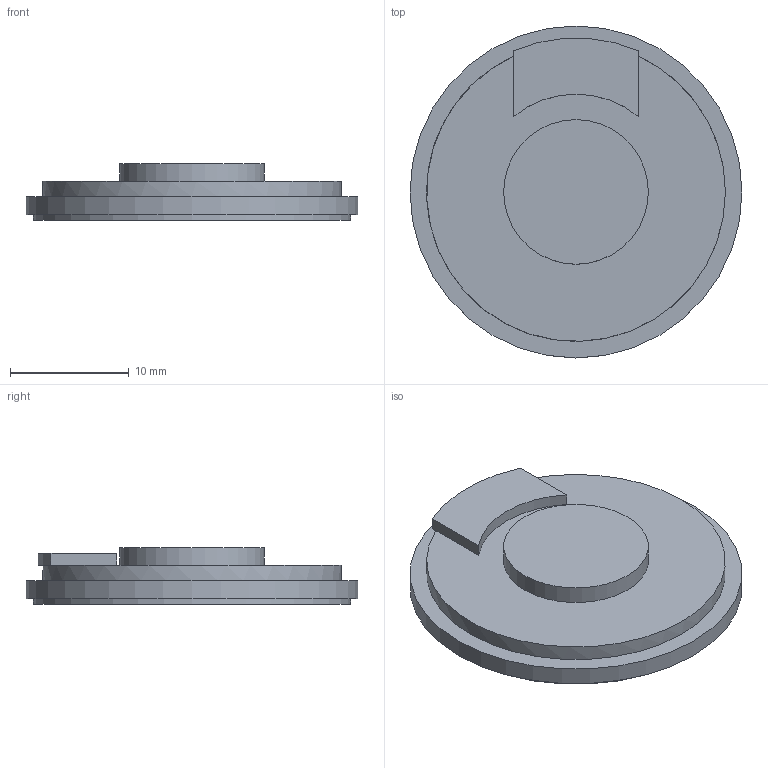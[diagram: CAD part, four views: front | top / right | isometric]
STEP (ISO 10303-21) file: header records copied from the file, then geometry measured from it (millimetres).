
FILE_DESCRIPTION(/* description */ ('Alibre Inc.'),/* implementation_level */ '2;1');
FILE_NAME(/* name */ 'export-F344FCC4-B1A9-44FA-BCE3-7D467DD81D36',/* time_stamp */ '2019-01-27T15:10:30-06:00',/* author */ (''),/* organization */ (''),/* preprocessor_version */ 'ST-DEVELOPER v17',/* originating_system */ 'Alibre',/* authorisation */ '');
FILE_SCHEMA (('AUTOMOTIVE_DESIGN'));
Length unit declared in the file: millimetre
Bounding box: 28 x 28 x 4.8 mm (x, y, z)
Volume: 1663 mm3; surface area: 2644.8 mm2
Topology: 1 solids, 2 shells, 21 faces, 38 edges, 25 vertices
Faces by surface type: plane 12, cylinder 8, cone 1
Full cylindrical faces by diameter (mm): 12.2 x1, 24.75 x2, 25.2 x1, 26.75 x1, 28 x1
Entity records: 450 total; most frequent: DIRECTION 72, CARTESIAN_POINT 69, ORIENTED_EDGE 56, AXIS2_PLACEMENT_3D 37, EDGE_LOOP 32, FACE_BOUND 32, EDGE_CURVE 28, VERTEX_POINT 22
